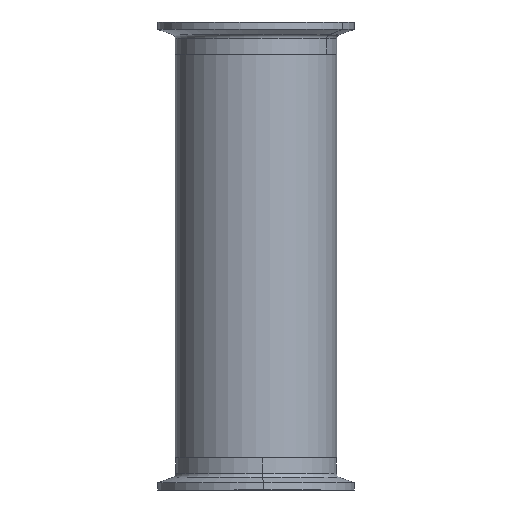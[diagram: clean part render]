
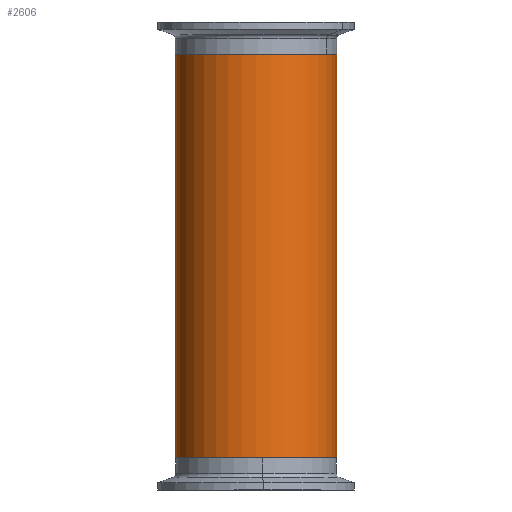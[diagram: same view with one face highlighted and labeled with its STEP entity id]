
A CAD part, front view. The second image highlights one B-rep face of the part: STEP entity #2606.
In plain terms, the highlighted cylindrical face has radius 31.75 mm (diameter 63.5 mm), a partial arc.
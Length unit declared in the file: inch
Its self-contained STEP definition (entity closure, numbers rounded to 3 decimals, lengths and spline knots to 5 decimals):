
#225 = EDGE_CURVE ( 'NONE', #2885, #2982, #2573, .T. ) ;
#245 = DIRECTION ( 'NONE',  ( 0., 0., 1. ) ) ;
#273 = DIRECTION ( 'NONE',  ( 1., 0., 0. ) ) ;
#380 = CARTESIAN_POINT ( 'NONE',  ( 1.25, 0., 3.12598 ) ) ;
#437 = DIRECTION ( 'NONE',  ( 0., 0., -1. ) ) ;
#455 = LINE ( 'NONE', #1135, #1136 ) ;
#473 = DIRECTION ( 'NONE',  ( 0., 0., -1. ) ) ;
#484 = DIRECTION ( 'NONE',  ( 1., 0., 0. ) ) ;
#539 = AXIS2_PLACEMENT_3D ( 'NONE', #2107, #1409, #273 ) ;
#575 = FACE_OUTER_BOUND ( 'NONE', #2486, .T. ) ;
#601 = LINE ( 'NONE', #2649, #2950 ) ;
#617 = ORIENTED_EDGE ( 'NONE', *, *, #1081, .F. ) ;
#770 = ORIENTED_EDGE ( 'NONE', *, *, #225, .T. ) ;
#819 = DIRECTION ( 'NONE',  ( 0., 0., -1. ) ) ;
#826 = AXIS2_PLACEMENT_3D ( 'NONE', #1333, #245, #484 ) ;
#1081 = EDGE_CURVE ( 'NONE', #2405, #2982, #455, .T. ) ;
#1135 = CARTESIAN_POINT ( 'NONE',  ( 1.25, 0., 3.12598 ) ) ;
#1136 = VECTOR ( 'NONE', #437, 39.37008 ) ;
#1331 = CARTESIAN_POINT ( 'NONE',  ( -1.25, 0., -3.12598 ) ) ;
#1333 = CARTESIAN_POINT ( 'NONE',  ( 0., 0., 3.12598 ) ) ;
#1409 = DIRECTION ( 'NONE',  ( 0., 0., 1. ) ) ;
#1416 = DIRECTION ( 'NONE',  ( -1., 0., 0. ) ) ;
#1417 = EDGE_CURVE ( 'NONE', #1573, #2885, #601, .T. ) ;
#1443 = AXIS2_PLACEMENT_3D ( 'NONE', #1657, #473, #1416 ) ;
#1449 = EDGE_CURVE ( 'NONE', #1573, #2405, #2991, .T. ) ;
#1500 = CARTESIAN_POINT ( 'NONE',  ( -1.25, 0., 3.12598 ) ) ;
#1573 = VERTEX_POINT ( 'NONE', #1500 ) ;
#1657 = CARTESIAN_POINT ( 'NONE',  ( 0., 0., 3.12598 ) ) ;
#2107 = CARTESIAN_POINT ( 'NONE',  ( 0., 0., -3.12598 ) ) ;
#2362 = ORIENTED_EDGE ( 'NONE', *, *, #1449, .F. ) ;
#2405 = VERTEX_POINT ( 'NONE', #380 ) ;
#2486 = EDGE_LOOP ( 'NONE', ( #617, #2362, #2665, #770 ) ) ;
#2527 = CARTESIAN_POINT ( 'NONE',  ( 1.25, 0., -3.12598 ) ) ;
#2573 = CIRCLE ( 'NONE', #539, 1.25 ) ;
#2606 = ADVANCED_FACE ( 'NONE', ( #575 ), #2962, .T. ) ;
#2649 = CARTESIAN_POINT ( 'NONE',  ( -1.25, 0., 3.12598 ) ) ;
#2665 = ORIENTED_EDGE ( 'NONE', *, *, #1417, .T. ) ;
#2885 = VERTEX_POINT ( 'NONE', #1331 ) ;
#2950 = VECTOR ( 'NONE', #819, 39.37008 ) ;
#2962 = CYLINDRICAL_SURFACE ( 'NONE', #1443, 1.25 ) ;
#2982 = VERTEX_POINT ( 'NONE', #2527 ) ;
#2991 = CIRCLE ( 'NONE', #826, 1.25 ) ;
